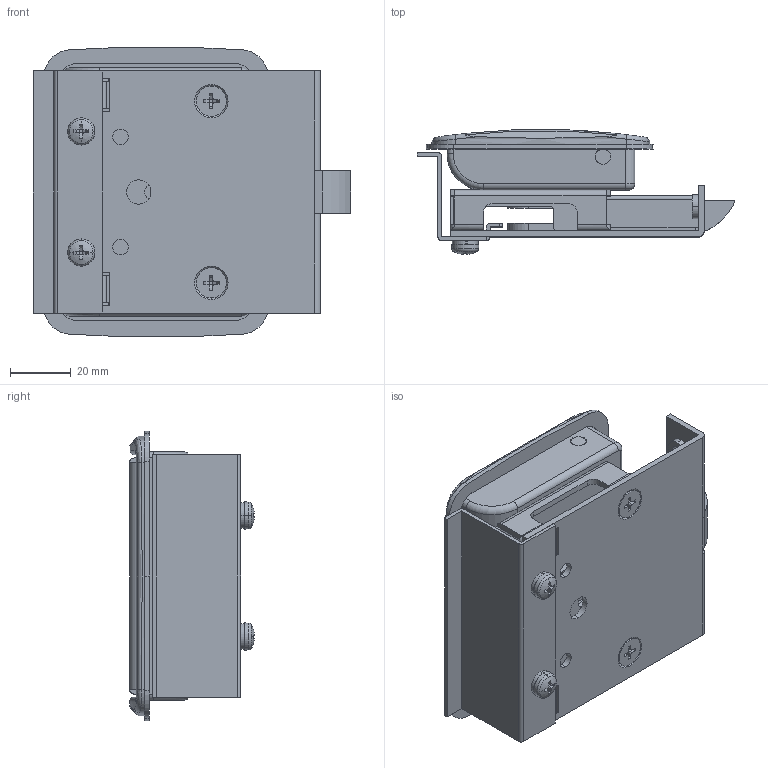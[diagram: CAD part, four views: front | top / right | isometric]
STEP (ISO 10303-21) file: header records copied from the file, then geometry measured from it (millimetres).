
FILE_DESCRIPTION (( 'STEP AP203' ), '1' );
FILE_NAME ('A-1151R-12-2.STEP', '2018-06-19T06:51:41', ( '' ), ( '' ), 'SwSTEP 2.0', 'SolidWorks 2014', '' );
FILE_SCHEMA (( 'CONFIG_CONTROL_DESIGN' ));
Length unit declared in the file: millimetre
Products named in the file (12): A-1151-12-2_ラッチ_; A-1151R-12-2_ハンドル_; 十字穴付皿小ねじ_内径基準ver1.02_M5×10十字穴付皿小ネジ; A-1151R-12-2_プレートガイド_; A-1151R-12-2_ピン_; A-1151R-12-2_パッキン_; 十字穴付小ねじ_内径基準ver1.02_M5×10; A-1151R-12-2_押え板_; A-1151R-12-2_本体_; A-1151R-12-2_台座_; A-1151R-12-2_プレート_; A-1151R-12-2
Assembly tree (16 placements, depth 2):
  A-1151R-12-2
    A-1151R-12-2_本体_
    A-1151R-12-2_ハンドル_
    A-1151R-12-2_パッキン_
    A-1151R-12-2_プレート_
    A-1151R-12-2_プレートガイド_
    A-1151R-12-2_押え板_
    A-1151-12-2_ラッチ_
    A-1151R-12-2_ピン_
    A-1151R-12-2_台座_  x2
    十字穴付皿小ねじ_内径基準ver1.02_M5×10十字穴付皿小ネジ  x4
    十字穴付小ねじ_内径基準ver1.02_M5×10  x2
Bounding box: 104.8 x 41.26 x 95.77 mm (x, y, z)
Volume: 60873.9 mm3; surface area: 81594.3 mm2
Topology: 17 solids, 17 shells, 657 faces, 1707 edges, 1098 vertices
Faces by surface type: plane 329, cylinder 240, cone 42, torus 23, bspline 19, sphere 4
Entity records: 16506 total; most frequent: CARTESIAN_POINT 3589, DIRECTION 2464, ORIENTED_EDGE 2388, EDGE_CURVE 1194, AXIS2_PLACEMENT_3D 887, VERTEX_POINT 766, VECTOR 690, LINE 690
